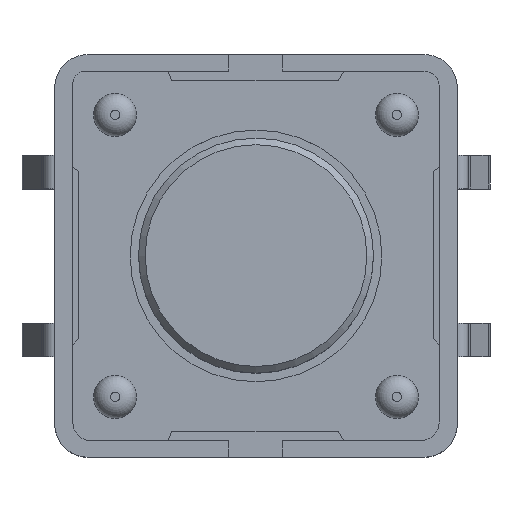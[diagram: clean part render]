
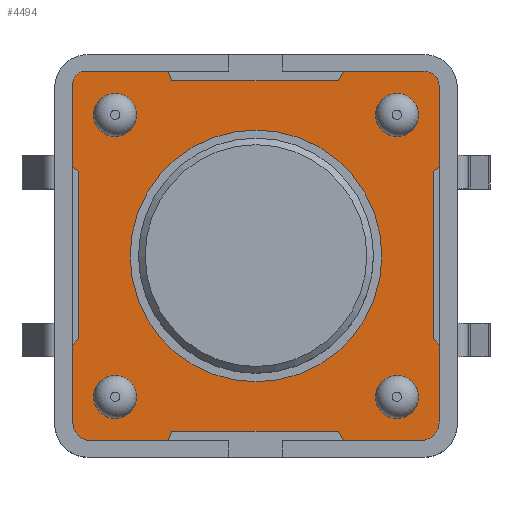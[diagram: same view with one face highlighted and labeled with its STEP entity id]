
A CAD part, top view. The second image highlights one B-rep face of the part: STEP entity #4494.
In plain terms, the highlighted planar face has unit normal (0, 0, 1).
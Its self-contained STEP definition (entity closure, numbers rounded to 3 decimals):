
#47=CIRCLE('',#4743,0.54);
#48=CIRCLE('',#4746,0.372);
#49=CIRCLE('',#4750,0.457);
#50=CIRCLE('',#4753,0.559);
#51=CIRCLE('',#4757,0.639);
#52=CIRCLE('',#4759,0.639);
#53=CIRCLE('',#4761,0.639);
#54=CIRCLE('',#4763,3.75);
#55=CIRCLE('',#4764,0.639);
#151=PLANE('',#4762);
#385=LINE('',#6401,#773);
#389=LINE('',#6409,#777);
#392=LINE('',#6417,#780);
#399=LINE('',#6431,#787);
#402=LINE('',#6439,#790);
#406=LINE('',#6447,#794);
#409=LINE('',#6455,#797);
#416=LINE('',#6469,#804);
#417=LINE('',#6484,#805);
#418=LINE('',#6486,#806);
#419=LINE('',#6488,#807);
#420=LINE('',#6489,#808);
#421=LINE('',#6491,#809);
#422=LINE('',#6493,#810);
#423=LINE('',#6494,#811);
#424=LINE('',#6496,#812);
#425=LINE('',#6498,#813);
#426=LINE('',#6499,#814);
#427=LINE('',#6501,#815);
#428=LINE('',#6503,#816);
#773=VECTOR('',#5333,1000.);
#777=VECTOR('',#5337,1000.);
#780=VECTOR('',#5346,1000.);
#787=VECTOR('',#5355,1000.);
#790=VECTOR('',#5364,1000.);
#794=VECTOR('',#5368,1000.);
#797=VECTOR('',#5377,1000.);
#804=VECTOR('',#5386,1000.);
#805=VECTOR('',#5405,1000.);
#806=VECTOR('',#5406,1000.);
#807=VECTOR('',#5407,1000.);
#808=VECTOR('',#5408,1000.);
#809=VECTOR('',#5409,1000.);
#810=VECTOR('',#5410,1000.);
#811=VECTOR('',#5411,1000.);
#812=VECTOR('',#5412,1000.);
#813=VECTOR('',#5413,1000.);
#814=VECTOR('',#5414,1000.);
#815=VECTOR('',#5415,1000.);
#816=VECTOR('',#5416,1000.);
#1396=ORIENTED_EDGE('',*,*,#2260,.T.);
#1397=ORIENTED_EDGE('',*,*,#2261,.T.);
#1398=ORIENTED_EDGE('',*,*,#2259,.T.);
#1399=ORIENTED_EDGE('',*,*,#2258,.T.);
#1400=ORIENTED_EDGE('',*,*,#2257,.T.);
#1401=ORIENTED_EDGE('',*,*,#2256,.F.);
#1402=ORIENTED_EDGE('',*,*,#2262,.F.);
#1403=ORIENTED_EDGE('',*,*,#2263,.F.);
#1404=ORIENTED_EDGE('',*,*,#2264,.F.);
#1405=ORIENTED_EDGE('',*,*,#2249,.F.);
#1406=ORIENTED_EDGE('',*,*,#2247,.F.);
#1407=ORIENTED_EDGE('',*,*,#2245,.F.);
#1408=ORIENTED_EDGE('',*,*,#2265,.F.);
#1409=ORIENTED_EDGE('',*,*,#2266,.F.);
#1410=ORIENTED_EDGE('',*,*,#2267,.F.);
#1411=ORIENTED_EDGE('',*,*,#2241,.F.);
#1412=ORIENTED_EDGE('',*,*,#2239,.F.);
#1413=ORIENTED_EDGE('',*,*,#2237,.F.);
#1414=ORIENTED_EDGE('',*,*,#2268,.F.);
#1415=ORIENTED_EDGE('',*,*,#2269,.F.);
#1416=ORIENTED_EDGE('',*,*,#2270,.F.);
#1417=ORIENTED_EDGE('',*,*,#2230,.F.);
#1418=ORIENTED_EDGE('',*,*,#2228,.F.);
#1419=ORIENTED_EDGE('',*,*,#2226,.F.);
#1420=ORIENTED_EDGE('',*,*,#2271,.F.);
#1421=ORIENTED_EDGE('',*,*,#2272,.F.);
#1422=ORIENTED_EDGE('',*,*,#2273,.F.);
#1423=ORIENTED_EDGE('',*,*,#2222,.F.);
#1424=ORIENTED_EDGE('',*,*,#2220,.F.);
#2220=EDGE_CURVE('',#2674,#2675,#47,.T.);
#2222=EDGE_CURVE('',#2675,#2676,#385,.T.);
#2226=EDGE_CURVE('',#2679,#2680,#389,.T.);
#2228=EDGE_CURVE('',#2680,#2681,#48,.T.);
#2230=EDGE_CURVE('',#2681,#2682,#392,.T.);
#2237=EDGE_CURVE('',#2687,#2688,#399,.T.);
#2239=EDGE_CURVE('',#2688,#2689,#49,.T.);
#2241=EDGE_CURVE('',#2689,#2690,#402,.T.);
#2245=EDGE_CURVE('',#2693,#2694,#406,.T.);
#2247=EDGE_CURVE('',#2694,#2695,#50,.T.);
#2249=EDGE_CURVE('',#2695,#2696,#409,.T.);
#2256=EDGE_CURVE('',#2701,#2674,#416,.T.);
#2257=EDGE_CURVE('',#2702,#2702,#51,.T.);
#2258=EDGE_CURVE('',#2703,#2703,#52,.T.);
#2259=EDGE_CURVE('',#2704,#2704,#53,.T.);
#2260=EDGE_CURVE('',#2705,#2705,#54,.T.);
#2261=EDGE_CURVE('',#2706,#2706,#55,.T.);
#2262=EDGE_CURVE('',#2707,#2701,#417,.T.);
#2263=EDGE_CURVE('',#2708,#2707,#418,.T.);
#2264=EDGE_CURVE('',#2696,#2708,#419,.T.);
#2265=EDGE_CURVE('',#2709,#2693,#420,.T.);
#2266=EDGE_CURVE('',#2710,#2709,#421,.T.);
#2267=EDGE_CURVE('',#2690,#2710,#422,.T.);
#2268=EDGE_CURVE('',#2711,#2687,#423,.T.);
#2269=EDGE_CURVE('',#2712,#2711,#424,.T.);
#2270=EDGE_CURVE('',#2682,#2712,#425,.T.);
#2271=EDGE_CURVE('',#2713,#2679,#426,.T.);
#2272=EDGE_CURVE('',#2714,#2713,#427,.T.);
#2273=EDGE_CURVE('',#2676,#2714,#428,.T.);
#2674=VERTEX_POINT('',#6396);
#2675=VERTEX_POINT('',#6398);
#2676=VERTEX_POINT('',#6402);
#2679=VERTEX_POINT('',#6408);
#2680=VERTEX_POINT('',#6410);
#2681=VERTEX_POINT('',#6414);
#2682=VERTEX_POINT('',#6418);
#2687=VERTEX_POINT('',#6430);
#2688=VERTEX_POINT('',#6432);
#2689=VERTEX_POINT('',#6436);
#2690=VERTEX_POINT('',#6440);
#2693=VERTEX_POINT('',#6446);
#2694=VERTEX_POINT('',#6448);
#2695=VERTEX_POINT('',#6452);
#2696=VERTEX_POINT('',#6456);
#2701=VERTEX_POINT('',#6468);
#2702=VERTEX_POINT('',#6472);
#2703=VERTEX_POINT('',#6475);
#2704=VERTEX_POINT('',#6478);
#2705=VERTEX_POINT('',#6481);
#2706=VERTEX_POINT('',#6483);
#2707=VERTEX_POINT('',#6485);
#2708=VERTEX_POINT('',#6487);
#2709=VERTEX_POINT('',#6490);
#2710=VERTEX_POINT('',#6492);
#2711=VERTEX_POINT('',#6495);
#2712=VERTEX_POINT('',#6497);
#2713=VERTEX_POINT('',#6500);
#2714=VERTEX_POINT('',#6502);
#3008=EDGE_LOOP('',(#1396));
#3009=EDGE_LOOP('',(#1397));
#3010=EDGE_LOOP('',(#1398));
#3011=EDGE_LOOP('',(#1399));
#3012=EDGE_LOOP('',(#1400));
#3013=EDGE_LOOP('',(#1401,#1402,#1403,#1404,#1405,#1406,#1407,#1408,#1409,
#1410,#1411,#1412,#1413,#1414,#1415,#1416,#1417,#1418,#1419,#1420,#1421,
#1422,#1423,#1424));
#3238=FACE_BOUND('',#3008,.T.);
#3239=FACE_BOUND('',#3009,.T.);
#3240=FACE_BOUND('',#3010,.T.);
#3241=FACE_BOUND('',#3011,.T.);
#3242=FACE_BOUND('',#3012,.T.);
#3243=FACE_BOUND('',#3013,.T.);
#4494=ADVANCED_FACE('',(#3238,#3239,#3240,#3241,#3242,#3243),#151,.F.);
#4743=AXIS2_PLACEMENT_3D('',#6397,#5328,#5329);
#4746=AXIS2_PLACEMENT_3D('',#6413,#5341,#5342);
#4750=AXIS2_PLACEMENT_3D('',#6435,#5359,#5360);
#4753=AXIS2_PLACEMENT_3D('',#6451,#5372,#5373);
#4757=AXIS2_PLACEMENT_3D('',#6471,#5389,#5390);
#4759=AXIS2_PLACEMENT_3D('',#6474,#5393,#5394);
#4761=AXIS2_PLACEMENT_3D('',#6477,#5397,#5398);
#4762=AXIS2_PLACEMENT_3D('',#6479,#5399,#5400);
#4763=AXIS2_PLACEMENT_3D('',#6480,#5401,#5402);
#4764=AXIS2_PLACEMENT_3D('',#6482,#5403,#5404);
#5328=DIRECTION('',(0.,0.,-1.));
#5329=DIRECTION('',(1.,0.,0.));
#5333=DIRECTION('',(0.,1.,0.));
#5337=DIRECTION('',(0.,1.,0.));
#5341=DIRECTION('',(0.,0.,-1.));
#5342=DIRECTION('',(1.,0.,0.));
#5346=DIRECTION('',(1.,0.,0.));
#5355=DIRECTION('',(1.,0.,0.));
#5359=DIRECTION('',(0.,0.,-1.));
#5360=DIRECTION('',(-1.,0.,0.));
#5364=DIRECTION('',(0.,-1.,0.));
#5368=DIRECTION('',(0.,-1.,0.));
#5372=DIRECTION('',(0.,0.,-1.));
#5373=DIRECTION('',(-1.,0.,0.));
#5377=DIRECTION('',(-1.,0.,0.));
#5386=DIRECTION('',(-1.,0.,0.));
#5389=DIRECTION('',(0.,0.,-1.));
#5390=DIRECTION('',(1.,0.,0.));
#5393=DIRECTION('',(0.,0.,-1.));
#5394=DIRECTION('',(-1.,0.,0.));
#5397=DIRECTION('',(0.,0.,-1.));
#5398=DIRECTION('',(-1.,0.,0.));
#5399=DIRECTION('',(0.,0.,-1.));
#5400=DIRECTION('',(-1.,0.,0.));
#5401=DIRECTION('',(0.,0.,-1.));
#5402=DIRECTION('',(1.,0.,0.));
#5403=DIRECTION('',(0.,0.,-1.));
#5404=DIRECTION('',(-1.,0.,0.));
#5405=DIRECTION('',(-0.353,-0.936,0.));
#5406=DIRECTION('',(-1.,0.,0.));
#5407=DIRECTION('',(-0.494,0.87,0.));
#5408=DIRECTION('',(0.609,-0.793,0.));
#5409=DIRECTION('',(0.,-1.,0.));
#5410=DIRECTION('',(-0.793,-0.609,0.));
#5411=DIRECTION('',(0.494,0.87,0.));
#5412=DIRECTION('',(1.,0.,0.));
#5413=DIRECTION('',(0.353,-0.936,0.));
#5414=DIRECTION('',(-0.793,0.609,0.));
#5415=DIRECTION('',(0.,1.,0.));
#5416=DIRECTION('',(0.609,0.793,0.));
#6396=CARTESIAN_POINT('',(-4.917,-5.506,1.65));
#6397=CARTESIAN_POINT('',(-4.917,-4.966,1.65));
#6398=CARTESIAN_POINT('',(-5.457,-4.966,1.65));
#6401=CARTESIAN_POINT('',(-5.457,-2.662,1.65));
#6402=CARTESIAN_POINT('',(-5.457,-2.662,1.65));
#6408=CARTESIAN_POINT('',(-5.457,2.656,1.65));
#6409=CARTESIAN_POINT('',(-5.457,5.134,1.65));
#6410=CARTESIAN_POINT('',(-5.457,5.134,1.65));
#6413=CARTESIAN_POINT('',(-5.085,5.134,1.65));
#6414=CARTESIAN_POINT('',(-5.085,5.506,1.65));
#6417=CARTESIAN_POINT('',(-2.619,5.506,1.65));
#6418=CARTESIAN_POINT('',(-2.619,5.506,1.65));
#6430=CARTESIAN_POINT('',(2.613,5.506,1.65));
#6431=CARTESIAN_POINT('',(5.,5.506,1.65));
#6432=CARTESIAN_POINT('',(5.,5.506,1.65));
#6435=CARTESIAN_POINT('',(5.,5.049,1.65));
#6436=CARTESIAN_POINT('',(5.457,5.049,1.65));
#6439=CARTESIAN_POINT('',(5.457,2.656,1.65));
#6440=CARTESIAN_POINT('',(5.457,2.656,1.65));
#6446=CARTESIAN_POINT('',(5.457,-2.662,1.65));
#6447=CARTESIAN_POINT('',(5.457,-4.947,1.65));
#6448=CARTESIAN_POINT('',(5.457,-4.947,1.65));
#6451=CARTESIAN_POINT('',(4.897,-4.947,1.65));
#6452=CARTESIAN_POINT('',(4.897,-5.506,1.65));
#6455=CARTESIAN_POINT('',(2.613,-5.506,1.65));
#6456=CARTESIAN_POINT('',(2.613,-5.506,1.65));
#6468=CARTESIAN_POINT('',(-2.619,-5.506,1.65));
#6469=CARTESIAN_POINT('',(-4.917,-5.506,1.65));
#6471=CARTESIAN_POINT('',(4.199,-4.201,1.65));
#6472=CARTESIAN_POINT('',(4.838,-4.201,1.65));
#6474=CARTESIAN_POINT('',(4.199,4.201,1.65));
#6475=CARTESIAN_POINT('',(3.56,4.201,1.65));
#6477=CARTESIAN_POINT('',(-4.199,4.201,1.65));
#6478=CARTESIAN_POINT('',(-4.838,4.201,1.65));
#6479=CARTESIAN_POINT('',(-4.917,-4.966,1.65));
#6480=CARTESIAN_POINT('',(0.,0.,1.65));
#6481=CARTESIAN_POINT('',(3.75,0.,1.65));
#6482=CARTESIAN_POINT('',(-4.199,-4.201,1.65));
#6483=CARTESIAN_POINT('',(-4.838,-4.201,1.65));
#6484=CARTESIAN_POINT('',(-2.512,-5.222,1.65));
#6485=CARTESIAN_POINT('',(-2.512,-5.222,1.65));
#6486=CARTESIAN_POINT('',(2.452,-5.222,1.65));
#6487=CARTESIAN_POINT('',(2.452,-5.222,1.65));
#6488=CARTESIAN_POINT('',(2.613,-5.506,1.65));
#6489=CARTESIAN_POINT('',(5.277,-2.428,1.65));
#6490=CARTESIAN_POINT('',(5.277,-2.428,1.65));
#6491=CARTESIAN_POINT('',(5.277,2.518,1.65));
#6492=CARTESIAN_POINT('',(5.277,2.518,1.65));
#6493=CARTESIAN_POINT('',(5.457,2.656,1.65));
#6494=CARTESIAN_POINT('',(2.613,5.506,1.65));
#6495=CARTESIAN_POINT('',(2.452,5.222,1.65));
#6496=CARTESIAN_POINT('',(2.452,5.222,1.65));
#6497=CARTESIAN_POINT('',(-2.512,5.222,1.65));
#6498=CARTESIAN_POINT('',(-2.512,5.222,1.65));
#6499=CARTESIAN_POINT('',(-5.457,2.656,1.65));
#6500=CARTESIAN_POINT('',(-5.277,2.518,1.65));
#6501=CARTESIAN_POINT('',(-5.277,2.518,1.65));
#6502=CARTESIAN_POINT('',(-5.277,-2.428,1.65));
#6503=CARTESIAN_POINT('',(-5.277,-2.428,1.65));
